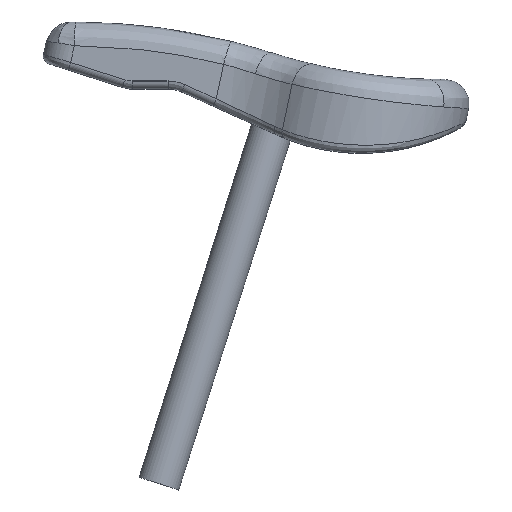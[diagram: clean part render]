
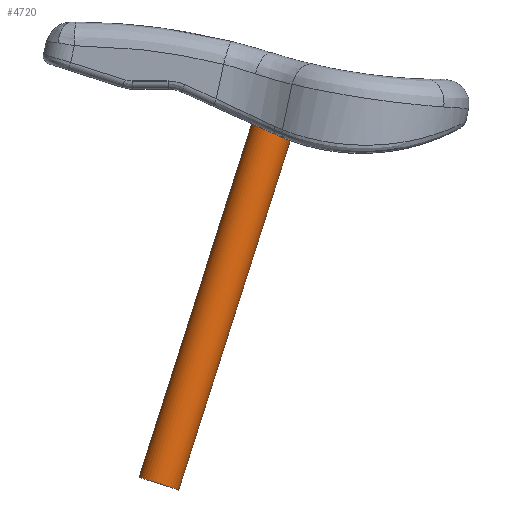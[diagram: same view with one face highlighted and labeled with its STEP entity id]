
A CAD part, top view. The second image highlights one B-rep face of the part: STEP entity #4720.
In plain terms, the highlighted cylindrical face has radius 13 mm (diameter 26 mm), a partial arc.
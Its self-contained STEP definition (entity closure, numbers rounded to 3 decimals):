
#11 = CARTESIAN_POINT ( 'NONE',  ( 609.208, 136.225, 12.046 ) ) ;
#37 = CARTESIAN_POINT ( 'NONE',  ( 547.217, -84.543, 0. ) ) ;
#57 = ORIENTED_EDGE ( 'NONE', *, *, #4569, .F. ) ;
#109 = CARTESIAN_POINT ( 'NONE',  ( 616.706, 133.196, 0. ) ) ;
#122 = ORIENTED_EDGE ( 'NONE', *, *, #1634, .T. ) ;
#124 = DIRECTION ( 'NONE',  ( -0.953, 0.304, 0. ) ) ;
#195 = DIRECTION ( 'NONE',  ( 0.304, 0.953, 0. ) ) ;
#281 = CARTESIAN_POINT ( 'NONE',  ( 616.177, 133.392, 3.802 ) ) ;
#287 = VERTEX_POINT ( 'NONE', #2195 ) ;
#345 = EDGE_LOOP ( 'NONE', ( #4583, #122, #2149, #441, #57 ) ) ;
#348 = CARTESIAN_POINT ( 'NONE',  ( 610.919, 135.485, 11.107 ) ) ;
#425 = VECTOR ( 'NONE', #4521, 1000. ) ;
#428 = CARTESIAN_POINT ( 'NONE',  ( 592.761, 143.685, 0. ) ) ;
#441 = ORIENTED_EDGE ( 'NONE', *, *, #615, .F. ) ;
#448 = CARTESIAN_POINT ( 'NONE',  ( 534.832, -80.59, 0. ) ) ;
#477 = CARTESIAN_POINT ( 'NONE',  ( 607.994, 136.771, 12.488 ) ) ;
#507 = CYLINDRICAL_SURFACE ( 'NONE', #2224, 13. ) ;
#615 = EDGE_CURVE ( 'NONE', #287, #660, #3526, .T. ) ;
#633 = B_SPLINE_CURVE_WITH_KNOTS ( 'NONE', 3,
 ( #687, #1789, #11, #736, #348, #3652, #2228, #3290, #4772, #1076, #2558, #1836, #1005, #4035, #3313, #3965, #2128, #281, #1765, #4727, #3412, #3768, #4456, #109 ),
 .UNSPECIFIED., .F., .F.,
 ( 4, 2, 2, 2, 2, 2, 2, 2, 2, 2, 2, 4 ),
 ( 0., 0.002, 0.004, 0.005, 0.006, 0.008, 0.009, 0.01, 0.013, 0.014, 0.015, 0.017 ),
 .UNSPECIFIED. ) ;
#660 = VERTEX_POINT ( 'NONE', #477 ) ;
#687 = CARTESIAN_POINT ( 'NONE',  ( 607.994, 136.771, 12.488 ) ) ;
#736 = CARTESIAN_POINT ( 'NONE',  ( 610.362, 135.723, 11.453 ) ) ;
#1005 = CARTESIAN_POINT ( 'NONE',  ( 614.638, 133.977, 7.256 ) ) ;
#1076 = CARTESIAN_POINT ( 'NONE',  ( 613.427, 134.453, 8.907 ) ) ;
#1284 = CARTESIAN_POINT ( 'NONE',  ( 522.447, -76.638, 0. ) ) ;
#1504 = CARTESIAN_POINT ( 'NONE',  ( 592.761, 143.685, 9.44 ) ) ;
#1603 = DIRECTION ( 'NONE',  ( -0.304, -0.953, 0. ) ) ;
#1634 = EDGE_CURVE ( 'NONE', #4294, #3131, #4548, .T. ) ;
#1698 = CARTESIAN_POINT ( 'NONE',  ( 616.706, 133.196, 0. ) ) ;
#1765 = CARTESIAN_POINT ( 'NONE',  ( 616.269, 133.357, 3.463 ) ) ;
#1789 = CARTESIAN_POINT ( 'NONE',  ( 608.611, 136.491, 12.293 ) ) ;
#1836 = CARTESIAN_POINT ( 'NONE',  ( 614.45, 134.05, 7.547 ) ) ;
#1901 = CARTESIAN_POINT ( 'NONE',  ( 522.447, -76.638, 0. ) ) ;
#1911 = CIRCLE ( 'NONE', #3842, 13. ) ;
#2033 = VECTOR ( 'NONE', #195, 1000. ) ;
#2069 = CARTESIAN_POINT ( 'NONE',  ( 534.832, -80.59, 0. ) ) ;
#2128 = CARTESIAN_POINT ( 'NONE',  ( 615.863, 133.509, 4.799 ) ) ;
#2149 = ORIENTED_EDGE ( 'NONE', *, *, #2200, .F. ) ;
#2195 = CARTESIAN_POINT ( 'NONE',  ( 592.761, 143.685, 0. ) ) ;
#2200 = EDGE_CURVE ( 'NONE', #660, #3131, #633, .T. ) ;
#2224 = AXIS2_PLACEMENT_3D ( 'NONE', #2069, #4179, #124 ) ;
#2228 = CARTESIAN_POINT ( 'NONE',  ( 611.983, 135.041, 10.299 ) ) ;
#2558 = CARTESIAN_POINT ( 'NONE',  ( 613.858, 134.282, 8.387 ) ) ;
#2898 = EDGE_CURVE ( 'NONE', #4294, #2899, #1911, .T. ) ;
#2899 = VERTEX_POINT ( 'NONE', #1284 ) ;
#3090 = CARTESIAN_POINT ( 'NONE',  ( 547.217, -84.543, 0. ) ) ;
#3131 = VERTEX_POINT ( 'NONE', #1698 ) ;
#3290 = CARTESIAN_POINT ( 'NONE',  ( 612.485, 134.834, 9.858 ) ) ;
#3313 = CARTESIAN_POINT ( 'NONE',  ( 615.151, 133.779, 6.363 ) ) ;
#3342 = CARTESIAN_POINT ( 'NONE',  ( 599.68, 140.544, 15.112 ) ) ;
#3412 = CARTESIAN_POINT ( 'NONE',  ( 616.494, 133.274, 2.438 ) ) ;
#3425 = LINE ( 'NONE', #1901, #425 ) ;
#3526 =( BOUNDED_CURVE ( )  B_SPLINE_CURVE ( 3, ( #428, #1504, #3342, #3802 ),
 .UNSPECIFIED., .F., .T. ) 
 B_SPLINE_CURVE_WITH_KNOTS ( ( 4, 4 ),
 ( 0., 1.852 ),
 .UNSPECIFIED. ) 
 CURVE ( )  GEOMETRIC_REPRESENTATION_ITEM ( )  RATIONAL_B_SPLINE_CURVE ( ( 1., 0.734, 0.734, 1. ) ) 
 REPRESENTATION_ITEM ( '' )  );
#3652 = CARTESIAN_POINT ( 'NONE',  ( 611.722, 135.149, 10.51 ) ) ;
#3768 = CARTESIAN_POINT ( 'NONE',  ( 616.652, 133.215, 1.403 ) ) ;
#3802 = CARTESIAN_POINT ( 'NONE',  ( 607.994, 136.771, 12.488 ) ) ;
#3842 = AXIS2_PLACEMENT_3D ( 'NONE', #448, #1603, #4246 ) ;
#3965 = CARTESIAN_POINT ( 'NONE',  ( 615.606, 133.606, 5.439 ) ) ;
#4035 = CARTESIAN_POINT ( 'NONE',  ( 614.988, 133.842, 6.665 ) ) ;
#4179 = DIRECTION ( 'NONE',  ( 0.304, 0.953, 0. ) ) ;
#4246 = DIRECTION ( 'NONE',  ( -0.953, 0.304, 0. ) ) ;
#4274 = FACE_OUTER_BOUND ( 'NONE', #345, .T. ) ;
#4294 = VERTEX_POINT ( 'NONE', #37 ) ;
#4456 = CARTESIAN_POINT ( 'NONE',  ( 616.706, 133.196, 0.706 ) ) ;
#4521 = DIRECTION ( 'NONE',  ( 0.304, 0.953, 0. ) ) ;
#4548 = LINE ( 'NONE', #3090, #2033 ) ;
#4569 = EDGE_CURVE ( 'NONE', #2899, #287, #3425, .T. ) ;
#4583 = ORIENTED_EDGE ( 'NONE', *, *, #2898, .F. ) ;
#4720 = ADVANCED_FACE ( 'NONE', ( #4274 ), #507, .T. ) ;
#4727 = CARTESIAN_POINT ( 'NONE',  ( 616.428, 133.298, 2.781 ) ) ;
#4772 = CARTESIAN_POINT ( 'NONE',  ( 612.728, 134.736, 9.628 ) ) ;
